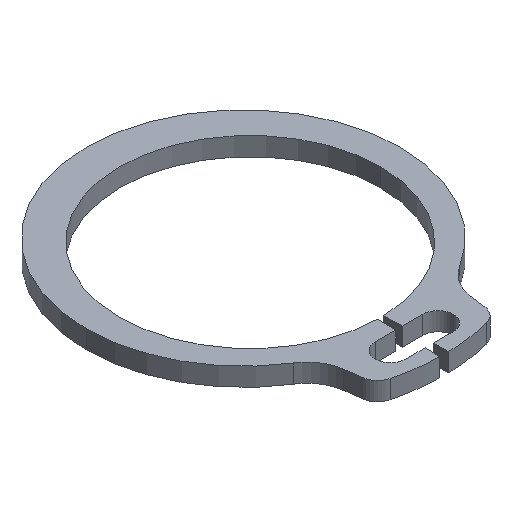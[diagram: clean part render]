
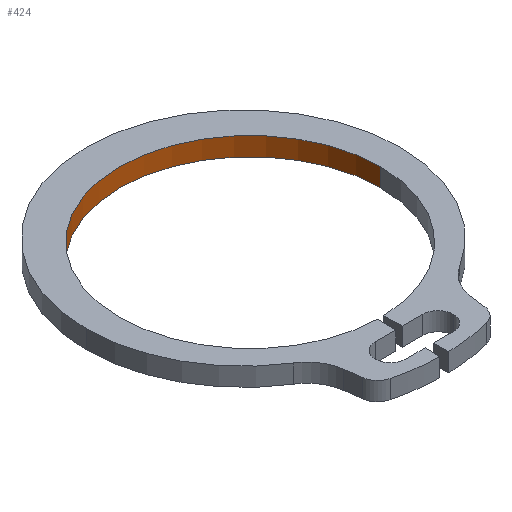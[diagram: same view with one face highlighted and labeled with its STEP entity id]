
A CAD part, isometric view. The second image highlights one B-rep face of the part: STEP entity #424.
In plain terms, the highlighted cylindrical face has radius 2.85 mm (diameter 5.7 mm), a partial arc.
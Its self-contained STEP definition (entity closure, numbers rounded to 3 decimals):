
#16 = EDGE_CURVE ( 'NONE', #230, #884, #274, .T. ) ;
#73 = FACE_OUTER_BOUND ( 'NONE', #482, .T. ) ;
#87 = DIRECTION ( 'NONE',  ( 0., 0., 1. ) ) ;
#130 = VECTOR ( 'NONE', #893, 1000. ) ;
#155 = DIRECTION ( 'NONE',  ( 1., 0., 0. ) ) ;
#193 = CARTESIAN_POINT ( 'NONE',  ( -2.85, 0., -8.442 ) ) ;
#230 = VERTEX_POINT ( 'NONE', #618 ) ;
#237 = VERTEX_POINT ( 'NONE', #713 ) ;
#274 = CIRCLE ( 'NONE', #751, 2.85 ) ;
#292 = AXIS2_PLACEMENT_3D ( 'NONE', #654, #293, #155 ) ;
#293 = DIRECTION ( 'NONE',  ( 0., 0., 1. ) ) ;
#314 = CARTESIAN_POINT ( 'NONE',  ( 2.85, 0., -8.442 ) ) ;
#362 = CYLINDRICAL_SURFACE ( 'NONE', #292, 2.85 ) ;
#393 = LINE ( 'NONE', #193, #130 ) ;
#399 = CARTESIAN_POINT ( 'NONE',  ( 0., 0., -0.381 ) ) ;
#408 = CARTESIAN_POINT ( 'NONE',  ( 2.85, 0., 0.02 ) ) ;
#415 = CIRCLE ( 'NONE', #720, 2.85 ) ;
#424 = ADVANCED_FACE ( 'NONE', ( #73 ), #362, .F. ) ;
#438 = DIRECTION ( 'NONE',  ( 0., 0., -1. ) ) ;
#445 = EDGE_CURVE ( 'NONE', #237, #884, #447, .T. ) ;
#447 = LINE ( 'NONE', #314, #855 ) ;
#453 = DIRECTION ( 'NONE',  ( 1., 0., 0. ) ) ;
#482 = EDGE_LOOP ( 'NONE', ( #572, #802, #573, #788 ) ) ;
#522 = VERTEX_POINT ( 'NONE', #543 ) ;
#543 = CARTESIAN_POINT ( 'NONE',  ( -2.85, 0., -0.381 ) ) ;
#547 = DIRECTION ( 'NONE',  ( 0., 0., -1. ) ) ;
#572 = ORIENTED_EDGE ( 'NONE', *, *, #919, .F. ) ;
#573 = ORIENTED_EDGE ( 'NONE', *, *, #445, .T. ) ;
#618 = CARTESIAN_POINT ( 'NONE',  ( -2.85, 0., 0.02 ) ) ;
#654 = CARTESIAN_POINT ( 'NONE',  ( 0., 0., -8.442 ) ) ;
#666 = CARTESIAN_POINT ( 'NONE',  ( 0., 0., 0.02 ) ) ;
#713 = CARTESIAN_POINT ( 'NONE',  ( 2.85, 0., -0.381 ) ) ;
#720 = AXIS2_PLACEMENT_3D ( 'NONE', #399, #547, #760 ) ;
#751 = AXIS2_PLACEMENT_3D ( 'NONE', #666, #438, #453 ) ;
#760 = DIRECTION ( 'NONE',  ( 1., 0., 0. ) ) ;
#788 = ORIENTED_EDGE ( 'NONE', *, *, #16, .F. ) ;
#802 = ORIENTED_EDGE ( 'NONE', *, *, #847, .T. ) ;
#847 = EDGE_CURVE ( 'NONE', #522, #237, #415, .T. ) ;
#855 = VECTOR ( 'NONE', #87, 1000. ) ;
#884 = VERTEX_POINT ( 'NONE', #408 ) ;
#893 = DIRECTION ( 'NONE',  ( 0., 0., 1. ) ) ;
#919 = EDGE_CURVE ( 'NONE', #522, #230, #393, .T. ) ;
